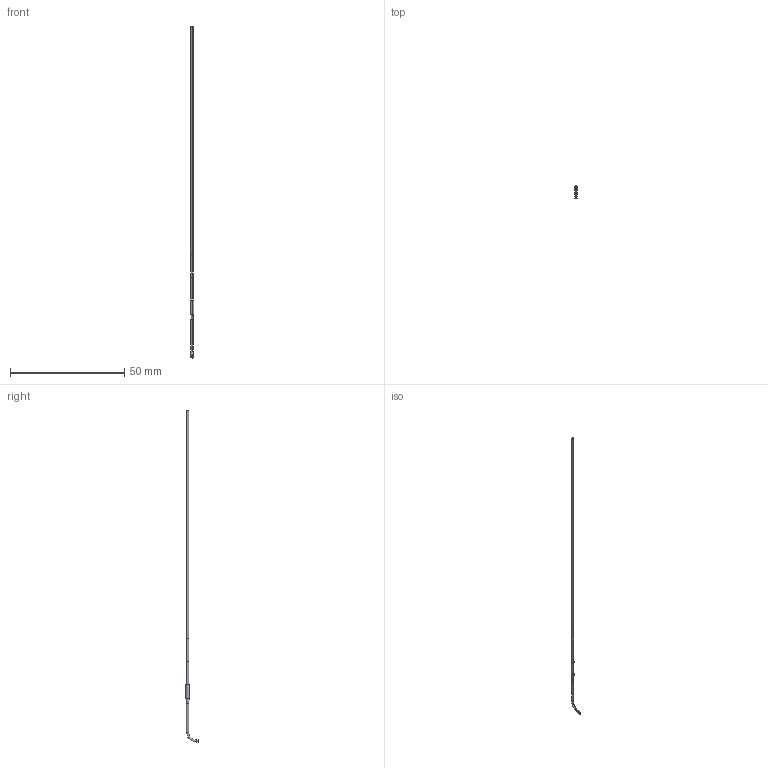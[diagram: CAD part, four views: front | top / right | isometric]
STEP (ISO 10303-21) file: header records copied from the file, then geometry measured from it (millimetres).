
FILE_DESCRIPTION((''),'2;1');
FILE_NAME('166411_ASM','2016-01-05T',('pdmadmin'),(''),'PRO/ENGINEER BY PARAMETRIC TECHNOLOGY CORPORATION, 2013230','PRO/ENGINEER BY PARAMETRIC TECHNOLOGY CORPORATION, 2013230','');
FILE_SCHEMA(('CONFIG_CONTROL_DESIGN'));
Length unit declared in the file: inch
Products named in the file (4): 33756_AF2; 30800_AF2; FIBER_CORE_010_0-25_AF2; 166411_ASM
Assembly tree (3 placements, depth 2):
  166411_ASM
    33756_AF2
    30800_AF2
    FIBER_CORE_010_0-25_AF2
Bounding box: 1.42 x 5.33 x 145.4 mm (x, y, z)
Volume: 113.4 mm3; surface area: 624.2 mm2
Topology: 3 solids, 4 shells, 40 faces, 78 edges, 44 vertices
Faces by surface type: cylinder 22, plane 6, cone 4, torus 4, bspline 4
Entity records: 1304 total; most frequent: CARTESIAN_POINT 355, DIRECTION 212, ORIENTED_EDGE 152, AXIS2_PLACEMENT_3D 93, EDGE_CURVE 78, CIRCLE 48, VERTEX_POINT 44, EDGE_LOOP 42
